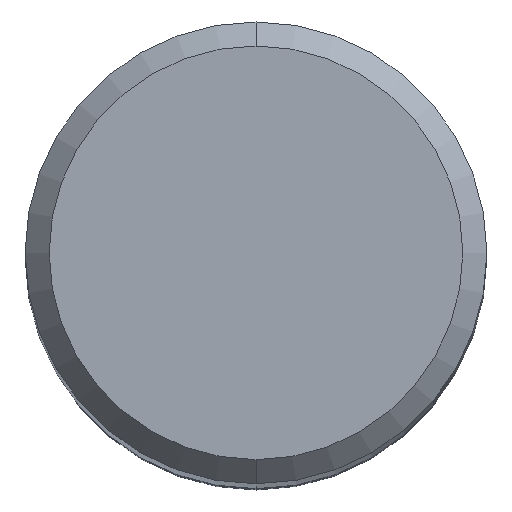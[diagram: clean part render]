
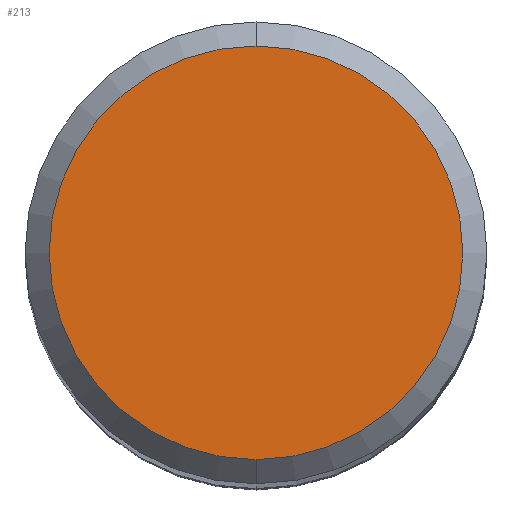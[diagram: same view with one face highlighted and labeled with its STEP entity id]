
A CAD part, top view. The second image highlights one B-rep face of the part: STEP entity #213.
In plain terms, the highlighted planar face has unit normal (0, 0, 1).
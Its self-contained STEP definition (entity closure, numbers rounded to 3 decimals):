
#143=EDGE_CURVE('',#171,#191,#374,.T.);
#171=VERTEX_POINT('',#406);
#191=VERTEX_POINT('',#427);
#213=ADVANCED_FACE('',(#451),#452,.T.);
#219=EDGE_CURVE('',#191,#171,#458,.T.);
#374=CIRCLE('',#629,4.3);
#406=CARTESIAN_POINT('',(0.0,4.3,0.0));
#427=CARTESIAN_POINT('',(0.,-4.3,0.0));
#451=FACE_OUTER_BOUND('',#722,.T.);
#452=PLANE('',#723);
#458=CIRCLE('',#732,4.3);
#629=AXIS2_PLACEMENT_3D('',#935,#936,#937);
#722=EDGE_LOOP('',(#1036,#1037));
#723=AXIS2_PLACEMENT_3D('',#1038,#1039,#1040);
#732=AXIS2_PLACEMENT_3D('',#1042,#1043,#1044);
#935=CARTESIAN_POINT('',(0.0,0.0,0.0));
#936=DIRECTION('',(0.0,0.0,-1.0));
#937=DIRECTION('',(0.0,1.0,0.0));
#1036=ORIENTED_EDGE('',*,*,#143,.F.);
#1037=ORIENTED_EDGE('',*,*,#219,.F.);
#1038=CARTESIAN_POINT('',(0.0,2.15,0.0));
#1039=DIRECTION('',(-0.0,0.0,1.0));
#1040=DIRECTION('',(0.0,-1.0,0.0));
#1042=CARTESIAN_POINT('',(0.0,0.0,0.0));
#1043=DIRECTION('',(0.0,0.0,-1.0));
#1044=DIRECTION('',(0.0,1.0,0.0));
